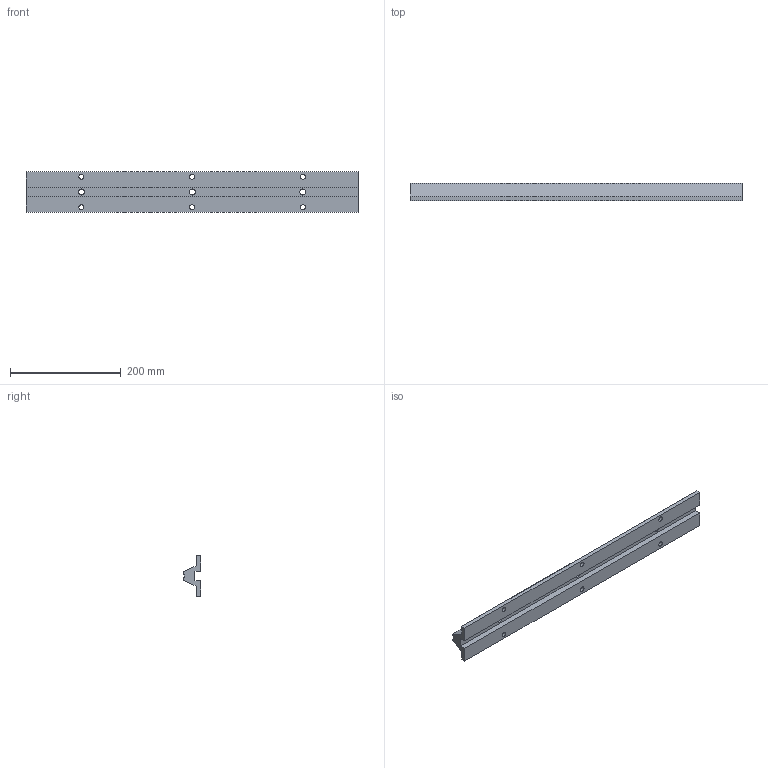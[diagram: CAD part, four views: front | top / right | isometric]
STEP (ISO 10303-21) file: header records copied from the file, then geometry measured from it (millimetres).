
FILE_DESCRIPTION( ( '' ), '1' );
FILE_NAME( 'wum_40_bohrteilung_200_2_03.stp', '2008-04-10T06:06:35', ( '' ), ( '' ), ' ', ' ', ' ' );
FILE_SCHEMA( ( 'CONFIG_CONTROL_DESIGN' ) );
Length unit declared in the file: millimetre
Products named in the file (1): 1
Bounding box: 599.5 x 31.46 x 73 mm (x, y, z)
Volume: 588666.8 mm3; surface area: 131767.7 mm2
Topology: 1 solids, 1 shells, 37 faces, 108 edges, 70 vertices
Faces by surface type: cylinder 22, plane 15
Entity records: 1318 total; most frequent: DIRECTION 228, CARTESIAN_POINT 216, ORIENTED_EDGE 216, EDGE_CURVE 108, AXIS2_PLACEMENT_3D 82, VERTEX_POINT 70, LINE 64, VECTOR 64
